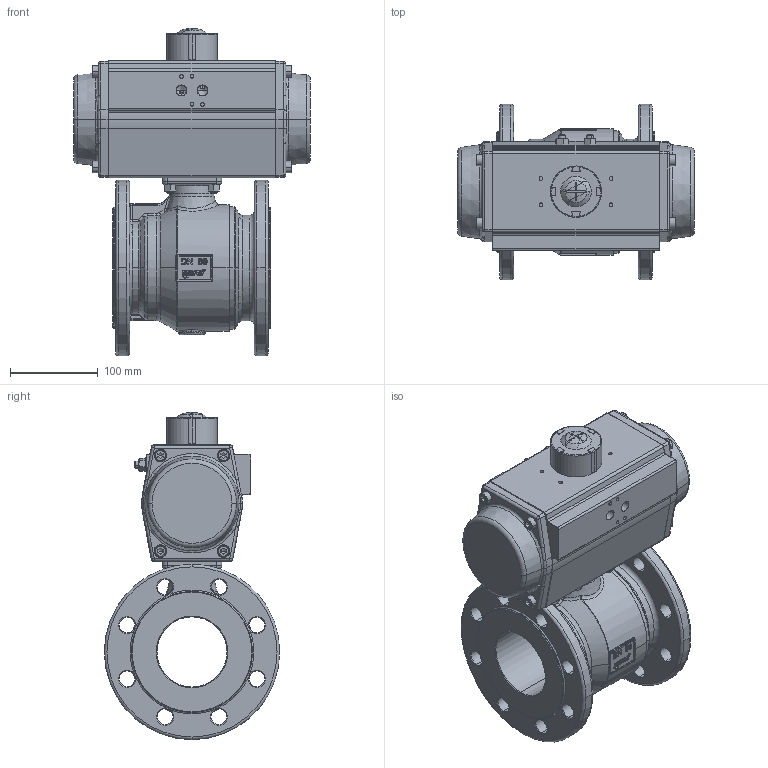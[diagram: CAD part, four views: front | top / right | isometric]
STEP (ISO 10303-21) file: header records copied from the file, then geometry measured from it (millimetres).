
FILE_DESCRIPTION(('HOOPS Exchange Step'),'2;1');
FILE_NAME('PK0401_DN80.stp','2025-04-09T11:04:54+02:00',('nieru'),('Unknown organisation'),'HOOPS Exchange 2024.2','HOOPS Exchange','Unknown authorisation');
FILE_SCHEMA( ('AP203_CONFIGURATION_CONTROLLED_3D_DESIGN_OF_MECHANICAL_PARTS_AND_ASSEMBLIES_MIM_LF') );
Length unit declared in the file: millimetre
Products named in the file (4): 0; root
Assembly tree (3 placements, depth 3):
  root
    0
      0
      0
Bounding box: 270 x 200 x 373.19 mm (x, y, z)
Volume: 4166986.1 mm3; surface area: 551917.4 mm2
Topology: 34 solids, 34 shells, 2185 faces, 5264 edges, 3095 vertices
Faces by surface type: cylinder 589, plane 549, bspline 421, cone 223, torus 218, extrusion 125, sphere 60
Full cylindrical faces by diameter (mm): 6.8 x1, 120 x1
Entity records: 96708 total; most frequent: CARTESIAN_POINT 49919, ORIENTED_EDGE 10318, DIRECTION 8783, EDGE_CURVE 5159, AXIS2_PLACEMENT_3D 3407, VERTEX_POINT 3100, EDGE_LOOP 2341, FACE_BOUND 2341
